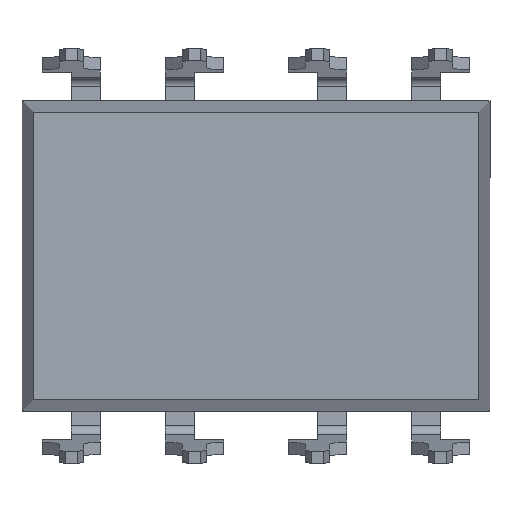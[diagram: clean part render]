
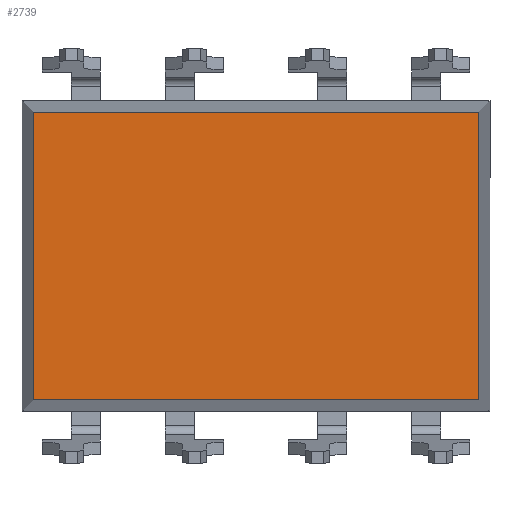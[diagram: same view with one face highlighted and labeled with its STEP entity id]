
A CAD part, front view. The second image highlights one B-rep face of the part: STEP entity #2739.
In plain terms, the highlighted planar face has unit normal (0, -1, 0).
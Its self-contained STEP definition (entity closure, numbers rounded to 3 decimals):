
#309 = EDGE_CURVE ( 'NONE', #624, #670, #2883, .T. ) ;
#312 = CARTESIAN_POINT ( 'NONE',  ( -4.83, 1.05, -2.966 ) ) ;
#335 = DIRECTION ( 'NONE',  ( 0., 0., 1. ) ) ;
#349 = DIRECTION ( 'NONE',  ( 1., 0., 0. ) ) ;
#407 = CARTESIAN_POINT ( 'NONE',  ( 4.596, 1.05, -3.2 ) ) ;
#515 = LINE ( 'NONE', #312, #4011 ) ;
#536 = DIRECTION ( 'NONE',  ( -1., 0., 0. ) ) ;
#569 = CARTESIAN_POINT ( 'NONE',  ( -4.596, 1.05, 3.2 ) ) ;
#624 = VERTEX_POINT ( 'NONE', #2196 ) ;
#670 = VERTEX_POINT ( 'NONE', #2253 ) ;
#728 = ORIENTED_EDGE ( 'NONE', *, *, #4852, .T. ) ;
#780 = LINE ( 'NONE', #407, #2652 ) ;
#807 = LINE ( 'NONE', #2379, #4804 ) ;
#808 = EDGE_LOOP ( 'NONE', ( #728, #833, #1698, #4567 ) ) ;
#833 = ORIENTED_EDGE ( 'NONE', *, *, #4607, .T. ) ;
#857 = DIRECTION ( 'NONE',  ( 0., 0., -1. ) ) ;
#1432 = FACE_OUTER_BOUND ( 'NONE', #808, .T. ) ;
#1698 = ORIENTED_EDGE ( 'NONE', *, *, #2374, .T. ) ;
#1751 = VECTOR ( 'NONE', #2391, 1000. ) ;
#1973 = PLANE ( 'NONE',  #3260 ) ;
#2196 = CARTESIAN_POINT ( 'NONE',  ( -4.596, 1.05, 2.966 ) ) ;
#2253 = CARTESIAN_POINT ( 'NONE',  ( -4.596, 1.05, -2.966 ) ) ;
#2374 = EDGE_CURVE ( 'NONE', #2764, #624, #807, .T. ) ;
#2379 = CARTESIAN_POINT ( 'NONE',  ( 4.83, 1.05, 2.966 ) ) ;
#2391 = DIRECTION ( 'NONE',  ( 0., 0., -1. ) ) ;
#2652 = VECTOR ( 'NONE', #335, 1000. ) ;
#2685 = DIRECTION ( 'NONE',  ( 0., -1., 0. ) ) ;
#2739 = ADVANCED_FACE ( 'NONE', ( #1432 ), #1973, .T. ) ;
#2764 = VERTEX_POINT ( 'NONE', #4302 ) ;
#2883 = LINE ( 'NONE', #569, #1751 ) ;
#3260 = AXIS2_PLACEMENT_3D ( 'NONE', #3521, #2685, #857 ) ;
#3521 = CARTESIAN_POINT ( 'NONE',  ( 0., 1.05, 0. ) ) ;
#4011 = VECTOR ( 'NONE', #349, 1000. ) ;
#4172 = VERTEX_POINT ( 'NONE', #4602 ) ;
#4302 = CARTESIAN_POINT ( 'NONE',  ( 4.596, 1.05, 2.966 ) ) ;
#4567 = ORIENTED_EDGE ( 'NONE', *, *, #309, .T. ) ;
#4602 = CARTESIAN_POINT ( 'NONE',  ( 4.596, 1.05, -2.966 ) ) ;
#4607 = EDGE_CURVE ( 'NONE', #4172, #2764, #780, .T. ) ;
#4804 = VECTOR ( 'NONE', #536, 1000. ) ;
#4852 = EDGE_CURVE ( 'NONE', #670, #4172, #515, .T. ) ;
